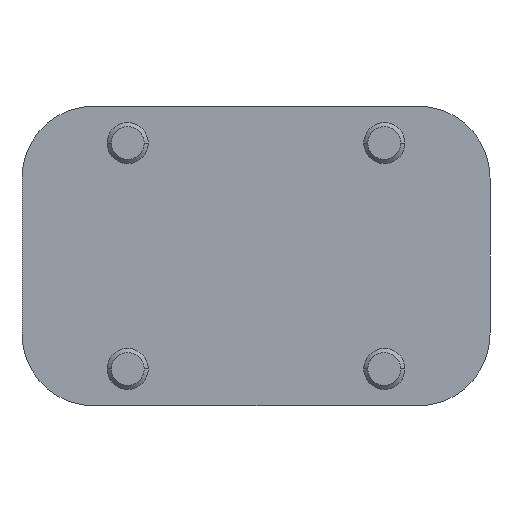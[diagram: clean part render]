
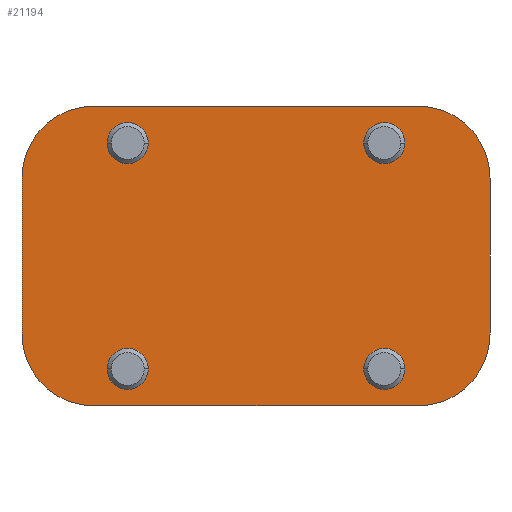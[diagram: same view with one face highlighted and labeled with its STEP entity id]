
A CAD part, front view. The second image highlights one B-rep face of the part: STEP entity #21194.
In plain terms, the highlighted planar face has unit normal (0, -1, 0).
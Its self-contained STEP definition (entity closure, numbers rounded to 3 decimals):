
#2041=DIRECTION('',(0.,0.,-1.));
#2042=VECTOR('',#2041,76.);
#2043=CARTESIAN_POINT('',(-114.,-65.,38.));
#2044=LINE('',#2043,#2042);
#2053=CARTESIAN_POINT('',(-62.5,-65.,-55.));
#2054=DIRECTION('',(0.,1.,0.));
#2055=DIRECTION('',(1.,0.,0.));
#2056=AXIS2_PLACEMENT_3D('',#2053,#2054,#2055);
#2058=CARTESIAN_POINT('',(-62.5,-65.,-55.));
#2059=DIRECTION('',(0.,1.,0.));
#2060=DIRECTION('',(-1.,0.,0.));
#2061=AXIS2_PLACEMENT_3D('',#2058,#2059,#2060);
#2063=CARTESIAN_POINT('',(79.,-65.,38.));
#2064=DIRECTION('',(0.,-1.,0.));
#2065=DIRECTION('',(1.,0.,0.));
#2066=AXIS2_PLACEMENT_3D('',#2063,#2064,#2065);
#2068=CARTESIAN_POINT('',(79.,-65.,-38.));
#2069=DIRECTION('',(0.,-1.,0.));
#2070=DIRECTION('',(0.,0.,-1.));
#2071=AXIS2_PLACEMENT_3D('',#2068,#2069,#2070);
#2073=DIRECTION('',(1.,0.,0.));
#2074=VECTOR('',#2073,158.);
#2075=CARTESIAN_POINT('',(-79.,-65.,-73.));
#2076=LINE('',#2075,#2074);
#2077=CARTESIAN_POINT('',(-79.,-65.,-38.));
#2078=DIRECTION('',(0.,-1.,0.));
#2079=DIRECTION('',(-1.,0.,0.));
#2080=AXIS2_PLACEMENT_3D('',#2077,#2078,#2079);
#2082=CARTESIAN_POINT('',(-79.,-65.,38.));
#2083=DIRECTION('',(0.,-1.,0.));
#2084=DIRECTION('',(0.,0.,1.));
#2085=AXIS2_PLACEMENT_3D('',#2082,#2083,#2084);
#2087=DIRECTION('',(1.,0.,0.));
#2088=VECTOR('',#2087,158.);
#2089=CARTESIAN_POINT('',(-79.,-65.,73.));
#2090=LINE('',#2089,#2088);
#2091=CARTESIAN_POINT('',(62.5,-65.,-55.));
#2092=DIRECTION('',(0.,-1.,0.));
#2093=DIRECTION('',(-1.,0.,0.));
#2094=AXIS2_PLACEMENT_3D('',#2091,#2092,#2093);
#2096=CARTESIAN_POINT('',(62.5,-65.,-55.));
#2097=DIRECTION('',(0.,-1.,0.));
#2098=DIRECTION('',(1.,0.,0.));
#2099=AXIS2_PLACEMENT_3D('',#2096,#2097,#2098);
#2101=CARTESIAN_POINT('',(-62.5,-65.,55.));
#2102=DIRECTION('',(0.,-1.,0.));
#2103=DIRECTION('',(1.,0.,0.));
#2104=AXIS2_PLACEMENT_3D('',#2101,#2102,#2103);
#2106=CARTESIAN_POINT('',(-62.5,-65.,55.));
#2107=DIRECTION('',(0.,-1.,0.));
#2108=DIRECTION('',(-1.,0.,0.));
#2109=AXIS2_PLACEMENT_3D('',#2106,#2107,#2108);
#2111=CARTESIAN_POINT('',(62.5,-65.,55.));
#2112=DIRECTION('',(0.,1.,0.));
#2113=DIRECTION('',(-1.,0.,0.));
#2114=AXIS2_PLACEMENT_3D('',#2111,#2112,#2113);
#2116=CARTESIAN_POINT('',(62.5,-65.,55.));
#2117=DIRECTION('',(0.,1.,0.));
#2118=DIRECTION('',(1.,0.,0.));
#2119=AXIS2_PLACEMENT_3D('',#2116,#2117,#2118);
#2169=DIRECTION('',(0.,0.,1.));
#2170=VECTOR('',#2169,76.);
#2171=CARTESIAN_POINT('',(114.,-65.,-38.));
#2172=LINE('',#2171,#2170);
#14847=CARTESIAN_POINT('',(-52.5,-65.,-55.));
#14848=CARTESIAN_POINT('',(-72.5,-65.,-55.));
#14849=VERTEX_POINT('',#14847);
#14850=VERTEX_POINT('',#14848);
#14859=CARTESIAN_POINT('',(52.5,-65.,-55.));
#14860=CARTESIAN_POINT('',(72.5,-65.,-55.));
#14861=VERTEX_POINT('',#14859);
#14862=VERTEX_POINT('',#14860);
#14871=CARTESIAN_POINT('',(-52.5,-65.,55.));
#14872=CARTESIAN_POINT('',(-72.5,-65.,55.));
#14873=VERTEX_POINT('',#14871);
#14874=VERTEX_POINT('',#14872);
#14883=CARTESIAN_POINT('',(52.5,-65.,55.));
#14884=CARTESIAN_POINT('',(72.5,-65.,55.));
#14885=VERTEX_POINT('',#14883);
#14886=VERTEX_POINT('',#14884);
#17675=CARTESIAN_POINT('',(114.,-65.,38.));
#17676=VERTEX_POINT('',#17675);
#17677=CARTESIAN_POINT('',(79.,-65.,73.));
#17678=VERTEX_POINT('',#17677);
#17679=CARTESIAN_POINT('',(79.,-65.,-73.));
#17680=CARTESIAN_POINT('',(114.,-65.,-38.));
#17681=VERTEX_POINT('',#17679);
#17682=VERTEX_POINT('',#17680);
#17687=CARTESIAN_POINT('',(-79.,-65.,73.));
#17688=CARTESIAN_POINT('',(-114.,-65.,38.));
#17689=VERTEX_POINT('',#17687);
#17690=VERTEX_POINT('',#17688);
#17699=CARTESIAN_POINT('',(-114.,-65.,-38.));
#17700=VERTEX_POINT('',#17699);
#17701=CARTESIAN_POINT('',(-79.,-65.,-73.));
#17702=VERTEX_POINT('',#17701);
#21151=CARTESIAN_POINT('',(0.,-65.,0.));
#21152=DIRECTION('',(0.,-1.,0.));
#21153=DIRECTION('',(1.,0.,0.));
#21154=AXIS2_PLACEMENT_3D('',#21151,#21152,#21153);
#21155=PLANE('',#21154);
#21156=ORIENTED_EDGE('',*,*,#18256,.F.);
#21158=ORIENTED_EDGE('',*,*,#21157,.F.);
#21160=ORIENTED_EDGE('',*,*,#21159,.F.);
#21162=ORIENTED_EDGE('',*,*,#21161,.F.);
#21164=ORIENTED_EDGE('',*,*,#21163,.F.);
#21165=ORIENTED_EDGE('',*,*,#21125,.F.);
#21166=ORIENTED_EDGE('',*,*,#21143,.F.);
#21167=ORIENTED_EDGE('',*,*,#18222,.T.);
#21168=EDGE_LOOP('',(#21156,#21158,#21160,#21162,#21164,#21165,#21166,#21167));
#21169=FACE_OUTER_BOUND('',#21168,.F.);
#21171=ORIENTED_EDGE('',*,*,#21170,.F.);
#21173=ORIENTED_EDGE('',*,*,#21172,.F.);
#21174=EDGE_LOOP('',(#21171,#21173));
#21175=FACE_BOUND('',#21174,.F.);
#21177=ORIENTED_EDGE('',*,*,#21176,.T.);
#21179=ORIENTED_EDGE('',*,*,#21178,.T.);
#21180=EDGE_LOOP('',(#21177,#21179));
#21181=FACE_BOUND('',#21180,.F.);
#21183=ORIENTED_EDGE('',*,*,#21182,.T.);
#21185=ORIENTED_EDGE('',*,*,#21184,.T.);
#21186=EDGE_LOOP('',(#21183,#21185));
#21187=FACE_BOUND('',#21186,.F.);
#21189=ORIENTED_EDGE('',*,*,#21188,.F.);
#21191=ORIENTED_EDGE('',*,*,#21190,.F.);
#21192=EDGE_LOOP('',(#21189,#21191));
#21193=FACE_BOUND('',#21192,.F.);
#21194=ADVANCED_FACE('',(#21169,#21175,#21181,#21187,#21193),#21155,.T.);
#2057=CIRCLE('',#2056,10.);
#2062=CIRCLE('',#2061,10.);
#2067=CIRCLE('',#2066,35.);
#2072=CIRCLE('',#2071,35.);
#2081=CIRCLE('',#2080,35.);
#2086=CIRCLE('',#2085,35.);
#2095=CIRCLE('',#2094,10.);
#2100=CIRCLE('',#2099,10.);
#2105=CIRCLE('',#2104,10.);
#2110=CIRCLE('',#2109,10.);
#2115=CIRCLE('',#2114,10.);
#2120=CIRCLE('',#2119,10.);
#18222=EDGE_CURVE('',#17689,#17678,#2090,.T.);
#18256=EDGE_CURVE('',#17676,#17678,#2067,.T.);
#21125=EDGE_CURVE('',#17690,#17700,#2044,.T.);
#21143=EDGE_CURVE('',#17689,#17690,#2086,.T.);
#21157=EDGE_CURVE('',#17682,#17676,#2172,.T.);
#21159=EDGE_CURVE('',#17681,#17682,#2072,.T.);
#21161=EDGE_CURVE('',#17702,#17681,#2076,.T.);
#21163=EDGE_CURVE('',#17700,#17702,#2081,.T.);
#21170=EDGE_CURVE('',#14849,#14850,#2057,.T.);
#21172=EDGE_CURVE('',#14850,#14849,#2062,.T.);
#21176=EDGE_CURVE('',#14861,#14862,#2095,.T.);
#21178=EDGE_CURVE('',#14862,#14861,#2100,.T.);
#21182=EDGE_CURVE('',#14873,#14874,#2105,.T.);
#21184=EDGE_CURVE('',#14874,#14873,#2110,.T.);
#21188=EDGE_CURVE('',#14885,#14886,#2115,.T.);
#21190=EDGE_CURVE('',#14886,#14885,#2120,.T.);
